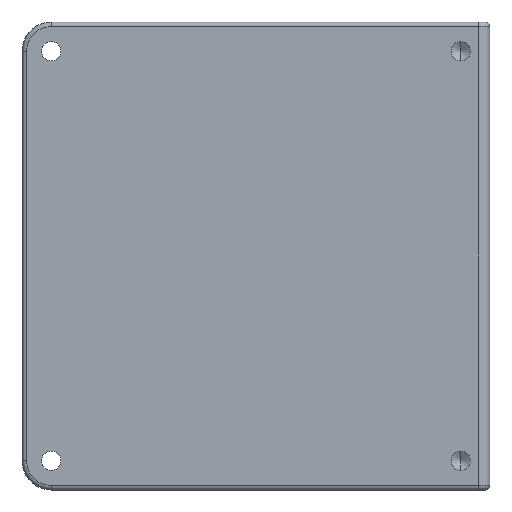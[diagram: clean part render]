
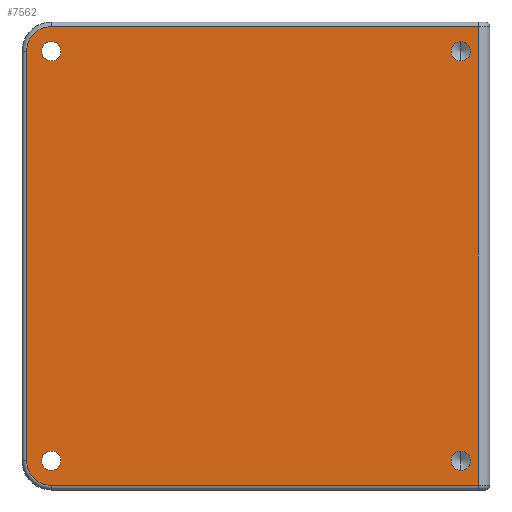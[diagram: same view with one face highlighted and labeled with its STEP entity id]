
A CAD part, left-side view. The second image highlights one B-rep face of the part: STEP entity #7562.
In plain terms, the highlighted planar face has unit normal (-1, 0, 0).
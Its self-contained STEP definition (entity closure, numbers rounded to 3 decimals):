
#24 = EDGE_CURVE ( 'NONE', #11586, #6387, #9566, .T. ) ;
#36 = ORIENTED_EDGE ( 'NONE', *, *, #24, .F. ) ;
#106 = AXIS2_PLACEMENT_3D ( 'NONE', #6214, #9200, #2517 ) ;
#114 = VERTEX_POINT ( 'NONE', #10282 ) ;
#443 = DIRECTION ( 'NONE',  ( 0., -1., 0. ) ) ;
#521 = CIRCLE ( 'NONE', #4824, 1.65 ) ;
#843 = CARTESIAN_POINT ( 'NONE',  ( 0., 75., -35. ) ) ;
#989 = ORIENTED_EDGE ( 'NONE', *, *, #995, .T. ) ;
#995 = EDGE_CURVE ( 'NONE', #3711, #7718, #8195, .T. ) ;
#1099 = CARTESIAN_POINT ( 'NONE',  ( 0., 5., 36.65 ) ) ;
#1160 = EDGE_CURVE ( 'NONE', #5095, #12039, #3627, .T. ) ;
#1281 = CIRCLE ( 'NONE', #8229, 1.65 ) ;
#1519 = EDGE_CURVE ( 'NONE', #7925, #114, #10769, .T. ) ;
#1627 = DIRECTION ( 'NONE',  ( 0., 0., 1. ) ) ;
#1769 = DIRECTION ( 'NONE',  ( -1., 0., 0. ) ) ;
#1933 = CARTESIAN_POINT ( 'NONE',  ( 0., 5., 35. ) ) ;
#2345 = AXIS2_PLACEMENT_3D ( 'NONE', #7509, #8460, #2784 ) ;
#2375 = EDGE_CURVE ( 'NONE', #12039, #5095, #8791, .T. ) ;
#2377 = ORIENTED_EDGE ( 'NONE', *, *, #1519, .T. ) ;
#2491 = ORIENTED_EDGE ( 'NONE', *, *, #7139, .F. ) ;
#2517 = DIRECTION ( 'NONE',  ( 0., 0., 1. ) ) ;
#2784 = DIRECTION ( 'NONE',  ( 0., 1., 0. ) ) ;
#2933 = EDGE_LOOP ( 'NONE', ( #5949, #36 ) ) ;
#2939 = DIRECTION ( 'NONE',  ( 0., 0., 1. ) ) ;
#3250 = DIRECTION ( 'NONE',  ( 0., 0., 1. ) ) ;
#3356 = DIRECTION ( 'NONE',  ( -1., 0., 0. ) ) ;
#3432 = CARTESIAN_POINT ( 'NONE',  ( 0., 75., -39.2 ) ) ;
#3498 = EDGE_CURVE ( 'NONE', #11323, #11423, #10478, .T. ) ;
#3604 = CARTESIAN_POINT ( 'NONE',  ( 0., 2., -39.2 ) ) ;
#3615 = ORIENTED_EDGE ( 'NONE', *, *, #4382, .T. ) ;
#3627 = CIRCLE ( 'NONE', #106, 1.65 ) ;
#3711 = VERTEX_POINT ( 'NONE', #7722 ) ;
#3775 = DIRECTION ( 'NONE',  ( -1., 0., 0. ) ) ;
#3790 = DIRECTION ( 'NONE',  ( 0., 0., 1. ) ) ;
#3997 = EDGE_CURVE ( 'NONE', #8299, #7657, #11211, .T. ) ;
#4030 = DIRECTION ( 'NONE',  ( -1., 0., 0. ) ) ;
#4045 = CARTESIAN_POINT ( 'NONE',  ( 0., 75., -33.35 ) ) ;
#4075 = ORIENTED_EDGE ( 'NONE', *, *, #3997, .F. ) ;
#4078 = EDGE_CURVE ( 'NONE', #11423, #11323, #521, .T. ) ;
#4171 = CARTESIAN_POINT ( 'NONE',  ( 0., 75., -35. ) ) ;
#4382 = EDGE_CURVE ( 'NONE', #114, #3711, #4670, .T. ) ;
#4514 = EDGE_CURVE ( 'NONE', #7718, #8833, #5239, .T. ) ;
#4559 = ORIENTED_EDGE ( 'NONE', *, *, #3498, .F. ) ;
#4606 = DIRECTION ( 'NONE',  ( 0., 0., 1. ) ) ;
#4670 = LINE ( 'NONE', #8187, #5862 ) ;
#4824 = AXIS2_PLACEMENT_3D ( 'NONE', #1933, #6723, #3790 ) ;
#4888 = EDGE_CURVE ( 'NONE', #8833, #11437, #7688, .T. ) ;
#4918 = ORIENTED_EDGE ( 'NONE', *, *, #2375, .F. ) ;
#4983 = DIRECTION ( 'NONE',  ( -1., 0., 0. ) ) ;
#5095 = VERTEX_POINT ( 'NONE', #10595 ) ;
#5162 = AXIS2_PLACEMENT_3D ( 'NONE', #5899, #4983, #8786 ) ;
#5239 = LINE ( 'NONE', #3604, #8209 ) ;
#5494 = CARTESIAN_POINT ( 'NONE',  ( 0., 75., 39.2 ) ) ;
#5592 = CARTESIAN_POINT ( 'NONE',  ( 0., 5., -36.65 ) ) ;
#5668 = FACE_BOUND ( 'NONE', #9397, .T. ) ;
#5833 = CARTESIAN_POINT ( 'NONE',  ( 0., 75., -35. ) ) ;
#5862 = VECTOR ( 'NONE', #11149, 1000. ) ;
#5899 = CARTESIAN_POINT ( 'NONE',  ( 0., 75., 35. ) ) ;
#5944 = CARTESIAN_POINT ( 'NONE',  ( 0., 5., -33.35 ) ) ;
#5949 = ORIENTED_EDGE ( 'NONE', *, *, #6935, .F. ) ;
#6214 = CARTESIAN_POINT ( 'NONE',  ( 0., 75., 35. ) ) ;
#6270 = ORIENTED_EDGE ( 'NONE', *, *, #4888, .T. ) ;
#6335 = CARTESIAN_POINT ( 'NONE',  ( 0., 5., -35. ) ) ;
#6387 = VERTEX_POINT ( 'NONE', #5944 ) ;
#6512 = CARTESIAN_POINT ( 'NONE',  ( 0., 2., -39.2 ) ) ;
#6636 = CIRCLE ( 'NONE', #8872, 1.65 ) ;
#6723 = DIRECTION ( 'NONE',  ( -1., 0., 0. ) ) ;
#6816 = DIRECTION ( 'NONE',  ( -1., 0., 0. ) ) ;
#6935 = EDGE_CURVE ( 'NONE', #6387, #11586, #1281, .T. ) ;
#6964 = DIRECTION ( 'NONE',  ( -1., 0., 0. ) ) ;
#7062 = EDGE_LOOP ( 'NONE', ( #989, #8817, #6270, #11575, #2377, #3615 ) ) ;
#7103 = EDGE_LOOP ( 'NONE', ( #9519, #4559 ) ) ;
#7139 = EDGE_CURVE ( 'NONE', #7657, #8299, #6636, .T. ) ;
#7198 = DIRECTION ( 'NONE',  ( 0., 1., 0. ) ) ;
#7223 = LINE ( 'NONE', #7244, #12123 ) ;
#7241 = AXIS2_PLACEMENT_3D ( 'NONE', #8728, #6816, #2939 ) ;
#7244 = CARTESIAN_POINT ( 'NONE',  ( 0., 80., 39.2 ) ) ;
#7251 = DIRECTION ( 'NONE',  ( 0., 0., 1. ) ) ;
#7333 = AXIS2_PLACEMENT_3D ( 'NONE', #843, #11330, #4606 ) ;
#7509 = CARTESIAN_POINT ( 'NONE',  ( 0., 80., 40. ) ) ;
#7562 = ADVANCED_FACE ( 'NONE', ( #10722, #8627, #5668, #11459, #9031 ), #8498, .F. ) ;
#7657 = VERTEX_POINT ( 'NONE', #4045 ) ;
#7688 = LINE ( 'NONE', #12134, #10170 ) ;
#7714 = AXIS2_PLACEMENT_3D ( 'NONE', #6335, #1769, #7251 ) ;
#7718 = VERTEX_POINT ( 'NONE', #3432 ) ;
#7722 = CARTESIAN_POINT ( 'NONE',  ( 0., 79.2, -35. ) ) ;
#7727 = CARTESIAN_POINT ( 'NONE',  ( 0., 2., 39.2 ) ) ;
#7925 = VERTEX_POINT ( 'NONE', #5494 ) ;
#8187 = CARTESIAN_POINT ( 'NONE',  ( 0., 79.2, 40. ) ) ;
#8195 = CIRCLE ( 'NONE', #8816, 4.2 ) ;
#8209 = VECTOR ( 'NONE', #443, 1000. ) ;
#8229 = AXIS2_PLACEMENT_3D ( 'NONE', #9491, #3775, #8579 ) ;
#8299 = VERTEX_POINT ( 'NONE', #10208 ) ;
#8460 = DIRECTION ( 'NONE',  ( 1., 0., 0. ) ) ;
#8498 = PLANE ( 'NONE',  #2345 ) ;
#8579 = DIRECTION ( 'NONE',  ( 0., 0., 1. ) ) ;
#8627 = FACE_BOUND ( 'NONE', #9995, .T. ) ;
#8728 = CARTESIAN_POINT ( 'NONE',  ( 0., 75., 35. ) ) ;
#8729 = DIRECTION ( 'NONE',  ( 0., 1., 0. ) ) ;
#8786 = DIRECTION ( 'NONE',  ( 0., 1., 0. ) ) ;
#8791 = CIRCLE ( 'NONE', #7241, 1.65 ) ;
#8816 = AXIS2_PLACEMENT_3D ( 'NONE', #5833, #4030, #8729 ) ;
#8817 = ORIENTED_EDGE ( 'NONE', *, *, #4514, .T. ) ;
#8833 = VERTEX_POINT ( 'NONE', #6512 ) ;
#8872 = AXIS2_PLACEMENT_3D ( 'NONE', #4171, #6964, #3250 ) ;
#9031 = FACE_OUTER_BOUND ( 'NONE', #7062, .T. ) ;
#9149 = ORIENTED_EDGE ( 'NONE', *, *, #1160, .F. ) ;
#9200 = DIRECTION ( 'NONE',  ( -1., 0., 0. ) ) ;
#9397 = EDGE_LOOP ( 'NONE', ( #4918, #9149 ) ) ;
#9491 = CARTESIAN_POINT ( 'NONE',  ( 0., 5., -35. ) ) ;
#9519 = ORIENTED_EDGE ( 'NONE', *, *, #4078, .F. ) ;
#9566 = CIRCLE ( 'NONE', #7714, 1.65 ) ;
#9938 = DIRECTION ( 'NONE',  ( 0., 0., 1. ) ) ;
#9995 = EDGE_LOOP ( 'NONE', ( #2491, #4075 ) ) ;
#10151 = EDGE_CURVE ( 'NONE', #11437, #7925, #7223, .T. ) ;
#10170 = VECTOR ( 'NONE', #1627, 1000. ) ;
#10208 = CARTESIAN_POINT ( 'NONE',  ( 0., 75., -36.65 ) ) ;
#10282 = CARTESIAN_POINT ( 'NONE',  ( 0., 79.2, 35. ) ) ;
#10478 = CIRCLE ( 'NONE', #11318, 1.65 ) ;
#10595 = CARTESIAN_POINT ( 'NONE',  ( 0., 75., 33.35 ) ) ;
#10722 = FACE_BOUND ( 'NONE', #2933, .T. ) ;
#10742 = CARTESIAN_POINT ( 'NONE',  ( 0., 75., 36.65 ) ) ;
#10769 = CIRCLE ( 'NONE', #5162, 4.2 ) ;
#10920 = CARTESIAN_POINT ( 'NONE',  ( 0., 5., 35. ) ) ;
#11081 = CARTESIAN_POINT ( 'NONE',  ( 0., 5., 33.35 ) ) ;
#11149 = DIRECTION ( 'NONE',  ( 0., 0., -1. ) ) ;
#11211 = CIRCLE ( 'NONE', #7333, 1.65 ) ;
#11318 = AXIS2_PLACEMENT_3D ( 'NONE', #10920, #3356, #9938 ) ;
#11323 = VERTEX_POINT ( 'NONE', #11081 ) ;
#11330 = DIRECTION ( 'NONE',  ( -1., 0., 0. ) ) ;
#11423 = VERTEX_POINT ( 'NONE', #1099 ) ;
#11437 = VERTEX_POINT ( 'NONE', #7727 ) ;
#11459 = FACE_BOUND ( 'NONE', #7103, .T. ) ;
#11575 = ORIENTED_EDGE ( 'NONE', *, *, #10151, .T. ) ;
#11586 = VERTEX_POINT ( 'NONE', #5592 ) ;
#12039 = VERTEX_POINT ( 'NONE', #10742 ) ;
#12123 = VECTOR ( 'NONE', #7198, 1000. ) ;
#12134 = CARTESIAN_POINT ( 'NONE',  ( 0., 2., 40. ) ) ;
